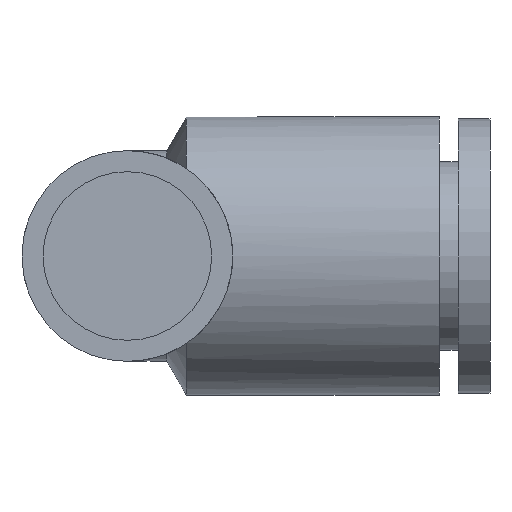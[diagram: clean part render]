
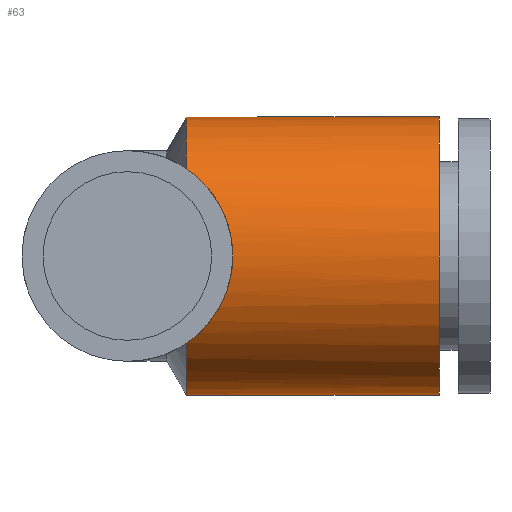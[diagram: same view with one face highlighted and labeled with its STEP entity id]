
A CAD part, front view. The second image highlights one B-rep face of the part: STEP entity #63.
In plain terms, the highlighted cylindrical face has radius 6.6 mm (diameter 13.2 mm), a full revolution.
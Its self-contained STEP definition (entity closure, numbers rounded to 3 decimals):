
#63 = ADVANCED_FACE( '', ( #128, #129 ), #130, .T. );
#128 = FACE_OUTER_BOUND( '', #189, .T. );
#129 = FACE_OUTER_BOUND( '', #190, .T. );
#130 = CYLINDRICAL_SURFACE( '', #191, 6.6 );
#189 = EDGE_LOOP( '', ( #282 ) );
#190 = EDGE_LOOP( '', ( #283, #284, #285 ) );
#191 = AXIS2_PLACEMENT_3D( '', #286, #287, #288 );
#282 = ORIENTED_EDGE( '', *, *, #303, .F. );
#283 = ORIENTED_EDGE( '', *, *, #321, .F. );
#284 = ORIENTED_EDGE( '', *, *, #319, .T. );
#285 = ORIENTED_EDGE( '', *, *, #323, .F. );
#286 = CARTESIAN_POINT( '', ( 17.2, 0., 0. ) );
#287 = DIRECTION( '', ( -1., 0., 0. ) );
#288 = DIRECTION( '', ( 0., 0., -1. ) );
#303 = EDGE_CURVE( '', #339, #339, #340, .T. );
#319 = EDGE_CURVE( '', #361, #363, #365, .T. );
#321 = EDGE_CURVE( '', #361, #367, #368, .T. );
#323 = EDGE_CURVE( '', #367, #363, #370, .T. );
#339 = VERTEX_POINT( '', #390 );
#340 = CIRCLE( '', #391, 6.6 );
#361 = VERTEX_POINT( '', #412 );
#363 = VERTEX_POINT( '', #419 );
#365 = CIRCLE( '', #426, 6.6 );
#367 = VERTEX_POINT( '', #428 );
#368 = B_SPLINE_CURVE_WITH_KNOTS( '', 3, ( #429, #430, #431, #432, #433, #434, #435, #436, #437, #438, #439, #440 ), .UNSPECIFIED., .F., .F., ( 4, 2, 2, 2, 2, 4 ), ( 0., 0.001, 0.003, 0.003, 0.004, 0.005 ), .UNSPECIFIED. );
#370 = B_SPLINE_CURVE_WITH_KNOTS( '', 3, ( #442, #443, #444, #445, #446, #447, #448, #449, #450, #451, #452, #453, #454, #455 ), .UNSPECIFIED., .F., .F., ( 4, 2, 2, 2, 2, 2, 4 ), ( 0.005, 0.006, 0.007, 0.008, 0.008, 0.009, 0.01 ), .UNSPECIFIED. );
#390 = CARTESIAN_POINT( '', ( 14.8, 0., -6.6 ) );
#391 = AXIS2_PLACEMENT_3D( '', #475, #476, #477 );
#412 = CARTESIAN_POINT( '', ( 2.8, -5.138, -4.142 ) );
#419 = CARTESIAN_POINT( '', ( 2.8, -5.138, 4.142 ) );
#426 = AXIS2_PLACEMENT_3D( '', #502, #503, #504 );
#428 = CARTESIAN_POINT( '', ( 5., -6.6, 0. ) );
#429 = CARTESIAN_POINT( '', ( 2.8, -5.138, -4.142 ) );
#430 = CARTESIAN_POINT( '', ( 3.126, -5.316, -3.922 ) );
#431 = CARTESIAN_POINT( '', ( 3.419, -5.496, -3.669 ) );
#432 = CARTESIAN_POINT( '', ( 3.948, -5.84, -3.093 ) );
#433 = CARTESIAN_POINT( '', ( 4.185, -6.005, -2.765 ) );
#434 = CARTESIAN_POINT( '', ( 4.478, -6.213, -2.234 ) );
#435 = CARTESIAN_POINT( '', ( 4.565, -6.277, -2.05 ) );
#436 = CARTESIAN_POINT( '', ( 4.719, -6.389, -1.666 ) );
#437 = CARTESIAN_POINT( '', ( 4.785, -6.439, -1.464 ) );
#438 = CARTESIAN_POINT( '', ( 4.945, -6.558, -0.853 ) );
#439 = CARTESIAN_POINT( '', ( 5., -6.6, -0.433 ) );
#440 = CARTESIAN_POINT( '', ( 5., -6.6, 0. ) );
#442 = CARTESIAN_POINT( '', ( 5., -6.6, 0. ) );
#443 = CARTESIAN_POINT( '', ( 5., -6.6, 0.432 ) );
#444 = CARTESIAN_POINT( '', ( 4.945, -6.558, 0.853 ) );
#445 = CARTESIAN_POINT( '', ( 4.785, -6.439, 1.465 ) );
#446 = CARTESIAN_POINT( '', ( 4.719, -6.39, 1.665 ) );
#447 = CARTESIAN_POINT( '', ( 4.566, -6.277, 2.048 ) );
#448 = CARTESIAN_POINT( '', ( 4.479, -6.214, 2.232 ) );
#449 = CARTESIAN_POINT( '', ( 4.283, -6.075, 2.588 ) );
#450 = CARTESIAN_POINT( '', ( 4.175, -5.998, 2.759 ) );
#451 = CARTESIAN_POINT( '', ( 3.943, -5.839, 3.081 ) );
#452 = CARTESIAN_POINT( '', ( 3.819, -5.756, 3.233 ) );
#453 = CARTESIAN_POINT( '', ( 3.422, -5.498, 3.666 ) );
#454 = CARTESIAN_POINT( '', ( 3.125, -5.315, 3.923 ) );
#455 = CARTESIAN_POINT( '', ( 2.8, -5.138, 4.142 ) );
#475 = CARTESIAN_POINT( '', ( 14.8, 0., 0. ) );
#476 = DIRECTION( '', ( 1., 0., 0. ) );
#477 = DIRECTION( '', ( 0., 0., -1. ) );
#502 = CARTESIAN_POINT( '', ( 2.8, 0., 0. ) );
#503 = DIRECTION( '', ( 1., 0., 0. ) );
#504 = DIRECTION( '', ( 0., 0., -1. ) );
